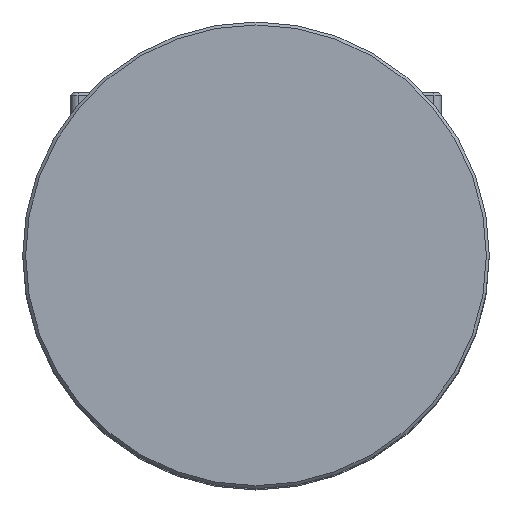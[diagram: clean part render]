
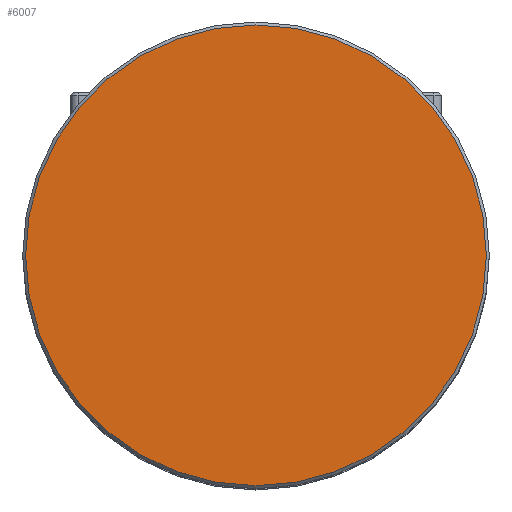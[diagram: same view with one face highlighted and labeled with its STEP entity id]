
A CAD part, top view. The second image highlights one B-rep face of the part: STEP entity #6007.
In plain terms, the highlighted planar face has unit normal (0, 0, 1).
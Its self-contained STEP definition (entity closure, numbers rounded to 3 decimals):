
#679=PLANE('',#6426);
#975=FACE_OUTER_BOUND('',#1358,.T.);
#1358=EDGE_LOOP('',(#4674));
#2296=CIRCLE('',#6425,31.1);
#2660=VERTEX_POINT('',#11141);
#3379=EDGE_CURVE('',#2660,#2660,#2296,.T.);
#4674=ORIENTED_EDGE('',*,*,#3379,.F.);
#6007=ADVANCED_FACE('',(#975),#679,.T.);
#6425=AXIS2_PLACEMENT_3D('',#11142,#7023,#7024);
#6426=AXIS2_PLACEMENT_3D('',#11144,#7026,#7027);
#7023=DIRECTION('center_axis',(0.,0.,-1.));
#7024=DIRECTION('ref_axis',(-1.,0.,0.));
#7026=DIRECTION('center_axis',(0.,0.,1.));
#7027=DIRECTION('ref_axis',(-1.,0.,0.));
#11141=CARTESIAN_POINT('',(31.1,0.,102.));
#11142=CARTESIAN_POINT('Origin',(0.,0.,102.));
#11144=CARTESIAN_POINT('Origin',(0.,0.,102.));
